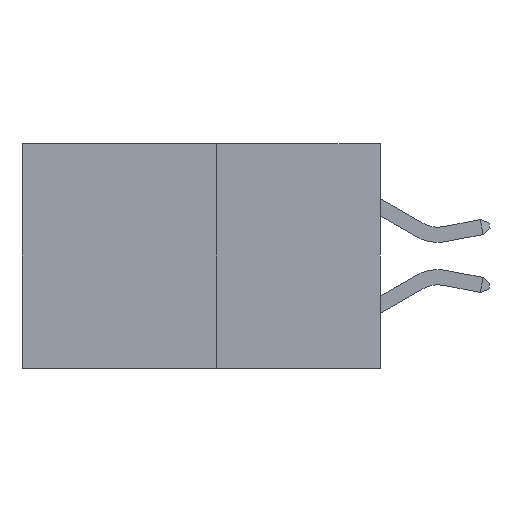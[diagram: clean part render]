
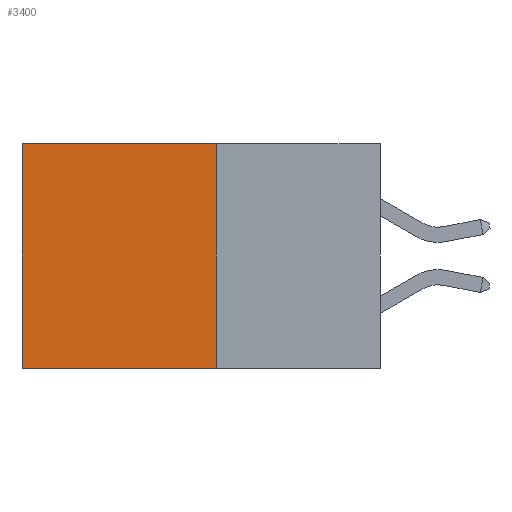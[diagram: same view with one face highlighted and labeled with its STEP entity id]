
A CAD part, left-side view. The second image highlights one B-rep face of the part: STEP entity #3400.
In plain terms, the highlighted planar face has unit normal (-1, 0, 0).
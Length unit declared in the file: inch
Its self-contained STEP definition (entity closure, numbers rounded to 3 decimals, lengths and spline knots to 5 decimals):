
#127 = DIRECTION ( 'NONE',  ( 0., 1., 0. ) ) ;
#142 = EDGE_CURVE ( 'NONE', #3335, #3714, #349, .T. ) ;
#332 = CARTESIAN_POINT ( 'NONE',  ( 0.277, 0.27, 0. ) ) ;
#349 = LINE ( 'NONE', #6142, #4317 ) ;
#361 = DIRECTION ( 'NONE',  ( 0., 1., 0. ) ) ;
#452 = EDGE_CURVE ( 'NONE', #7446, #3714, #6575, .T. ) ;
#697 = CARTESIAN_POINT ( 'NONE',  ( 0.277, 0.59, 0. ) ) ;
#1374 = VERTEX_POINT ( 'NONE', #5335 ) ;
#1595 = CARTESIAN_POINT ( 'NONE',  ( 0.277, 0.27, -0.37 ) ) ;
#1641 = EDGE_LOOP ( 'NONE', ( #7844, #7226, #7106, #7075 ) ) ;
#2227 = EDGE_CURVE ( 'NONE', #1374, #7446, #5999, .T. ) ;
#2593 = DIRECTION ( 'NONE',  ( 0., 0., -1. ) ) ;
#3004 = PLANE ( 'NONE',  #3600 ) ;
#3335 = VERTEX_POINT ( 'NONE', #7525 ) ;
#3400 = ADVANCED_FACE ( 'NONE', ( #6076 ), #3004, .F. ) ;
#3438 = DIRECTION ( 'NONE',  ( 1., 0., 0. ) ) ;
#3600 = AXIS2_PLACEMENT_3D ( 'NONE', #1595, #3438, #4334 ) ;
#3714 = VERTEX_POINT ( 'NONE', #7582 ) ;
#3923 = DIRECTION ( 'NONE',  ( 0., 0., -1. ) ) ;
#3943 = CARTESIAN_POINT ( 'NONE',  ( 0.277, 0.59, -0.37 ) ) ;
#4317 = VECTOR ( 'NONE', #127, 39.37008 ) ;
#4334 = DIRECTION ( 'NONE',  ( 0., 0., -1. ) ) ;
#5301 = EDGE_CURVE ( 'NONE', #1374, #3335, #5756, .T. ) ;
#5335 = CARTESIAN_POINT ( 'NONE',  ( 0.277, 0.27, 0. ) ) ;
#5756 = LINE ( 'NONE', #8434, #7215 ) ;
#5999 = LINE ( 'NONE', #332, #7424 ) ;
#6076 = FACE_OUTER_BOUND ( 'NONE', #1641, .T. ) ;
#6142 = CARTESIAN_POINT ( 'NONE',  ( 0.277, 0.27, -0.37 ) ) ;
#6575 = LINE ( 'NONE', #3943, #7980 ) ;
#7075 = ORIENTED_EDGE ( 'NONE', *, *, #2227, .T. ) ;
#7106 = ORIENTED_EDGE ( 'NONE', *, *, #5301, .F. ) ;
#7215 = VECTOR ( 'NONE', #2593, 39.37008 ) ;
#7226 = ORIENTED_EDGE ( 'NONE', *, *, #142, .F. ) ;
#7424 = VECTOR ( 'NONE', #361, 39.37008 ) ;
#7446 = VERTEX_POINT ( 'NONE', #697 ) ;
#7525 = CARTESIAN_POINT ( 'NONE',  ( 0.277, 0.27, -0.37 ) ) ;
#7582 = CARTESIAN_POINT ( 'NONE',  ( 0.277, 0.59, -0.37 ) ) ;
#7844 = ORIENTED_EDGE ( 'NONE', *, *, #452, .T. ) ;
#7980 = VECTOR ( 'NONE', #3923, 39.37008 ) ;
#8434 = CARTESIAN_POINT ( 'NONE',  ( 0.277, 0.27, -0.37 ) ) ;
